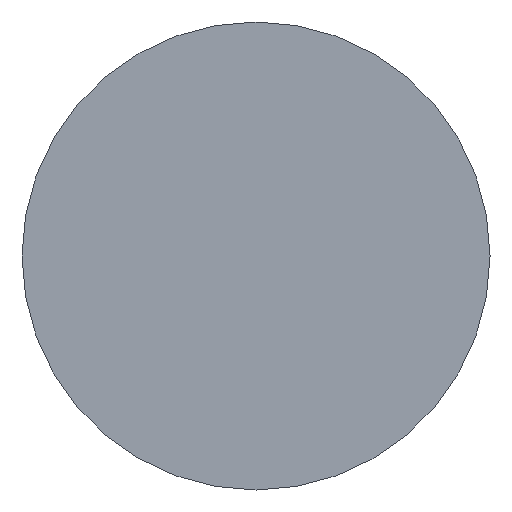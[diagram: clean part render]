
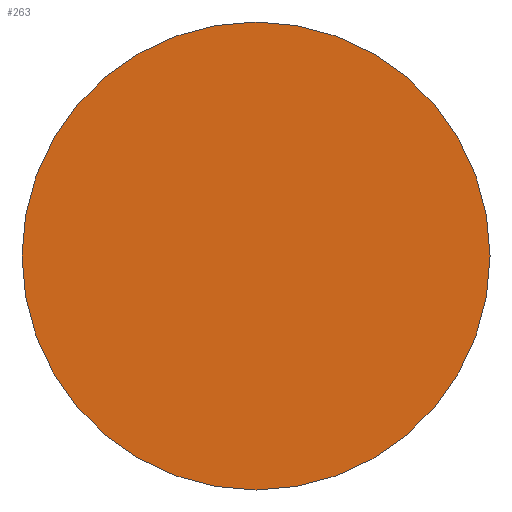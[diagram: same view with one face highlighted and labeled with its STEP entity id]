
A CAD part, front view. The second image highlights one B-rep face of the part: STEP entity #263.
In plain terms, the highlighted planar face has unit normal (0, -1, 0).
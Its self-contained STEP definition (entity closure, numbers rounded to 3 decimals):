
#8 = AXIS2_PLACEMENT_3D ( 'NONE', #140, #30, #101 ) ;
#16 = CARTESIAN_POINT ( 'NONE',  ( 0., -4.6, -2. ) ) ;
#30 = DIRECTION ( 'NONE',  ( 0., 1., 0. ) ) ;
#31 = AXIS2_PLACEMENT_3D ( 'NONE', #53, #265, #218 ) ;
#45 = EDGE_LOOP ( 'NONE', ( #232, #207 ) ) ;
#53 = CARTESIAN_POINT ( 'NONE',  ( 0., -4.6, 0. ) ) ;
#58 = VERTEX_POINT ( 'NONE', #16 ) ;
#69 = CIRCLE ( 'NONE', #31, 2. ) ;
#70 = CIRCLE ( 'NONE', #193, 2. ) ;
#71 = CARTESIAN_POINT ( 'NONE',  ( 0., -4.6, 2. ) ) ;
#101 = DIRECTION ( 'NONE',  ( 0., 0., 1. ) ) ;
#106 = EDGE_CURVE ( 'NONE', #246, #58, #69, .T. ) ;
#140 = CARTESIAN_POINT ( 'NONE',  ( 0., -4.6, 0. ) ) ;
#177 = DIRECTION ( 'NONE',  ( 0., 0., 1. ) ) ;
#185 = PLANE ( 'NONE',  #8 ) ;
#193 = AXIS2_PLACEMENT_3D ( 'NONE', #220, #195, #177 ) ;
#195 = DIRECTION ( 'NONE',  ( 0., 1., 0. ) ) ;
#204 = FACE_OUTER_BOUND ( 'NONE', #45, .T. ) ;
#207 = ORIENTED_EDGE ( 'NONE', *, *, #106, .F. ) ;
#208 = EDGE_CURVE ( 'NONE', #58, #246, #70, .T. ) ;
#218 = DIRECTION ( 'NONE',  ( 0., 0., 1. ) ) ;
#220 = CARTESIAN_POINT ( 'NONE',  ( 0., -4.6, 0. ) ) ;
#232 = ORIENTED_EDGE ( 'NONE', *, *, #208, .F. ) ;
#246 = VERTEX_POINT ( 'NONE', #71 ) ;
#263 = ADVANCED_FACE ( 'NONE', ( #204 ), #185, .F. ) ;
#265 = DIRECTION ( 'NONE',  ( 0., 1., 0. ) ) ;
